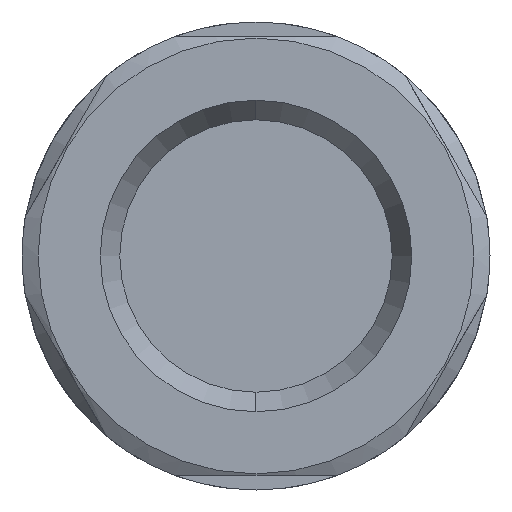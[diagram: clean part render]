
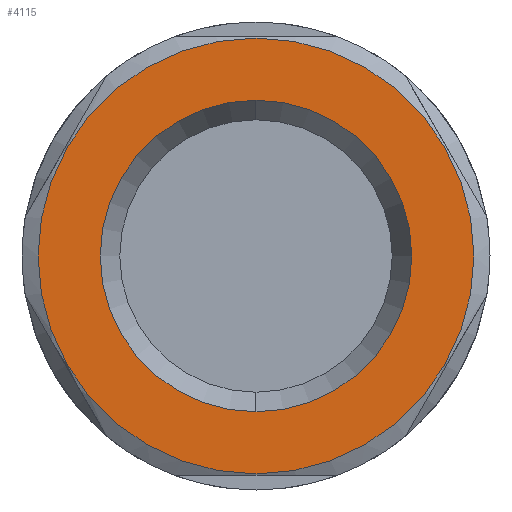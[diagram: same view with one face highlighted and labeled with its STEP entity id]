
A CAD part, left-side view. The second image highlights one B-rep face of the part: STEP entity #4115.
In plain terms, the highlighted planar face has unit normal (-1, 0, 0).
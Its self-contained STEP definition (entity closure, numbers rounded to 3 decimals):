
#182 = CARTESIAN_POINT ( 'NONE',  ( -52.45, 0., 0. ) ) ;
#183 = DIRECTION ( 'NONE',  ( 1., 0., 0. ) ) ;
#184 = DIRECTION ( 'NONE',  ( 0., 0., -1. ) ) ;
#334 = PLANE ( 'NONE',  #4017 ) ;
#335 = CARTESIAN_POINT ( 'NONE',  ( -52.45, 14.9, 0. ) ) ;
#336 = DIRECTION ( 'NONE',  ( -1., 0., 0. ) ) ;
#337 = DIRECTION ( 'NONE',  ( 0., 0., 1. ) ) ;
#550 = ORIENTED_EDGE ( 'NONE', *, *, #3532, .F. ) ;
#612 = ORIENTED_EDGE ( 'NONE', *, *, #3498, .F. ) ;
#630 = ORIENTED_EDGE ( 'NONE', *, *, #3491, .T. ) ;
#637 = ORIENTED_EDGE ( 'NONE', *, *, #3766, .T. ) ;
#662 = CIRCLE ( 'NONE', #3863, 14.9 ) ;
#794 = EDGE_LOOP ( 'NONE', ( #637, #630 ) ) ;
#838 = EDGE_LOOP ( 'NONE', ( #550, #612 ) ) ;
#976 = CIRCLE ( 'NONE', #3844, 10.65 ) ;
#1063 = CIRCLE ( 'NONE', #3849, 14.9 ) ;
#1327 = CIRCLE ( 'NONE', #3984, 10.65 ) ;
#1392 = FACE_BOUND ( 'NONE', #794, .T. ) ;
#1393 = FACE_OUTER_BOUND ( 'NONE', #838, .T. ) ;
#2277 = CARTESIAN_POINT ( 'NONE',  ( -52.45, 0., -10.65 ) ) ;
#2292 = CARTESIAN_POINT ( 'NONE',  ( -52.45, 0., 14.9 ) ) ;
#2296 = CARTESIAN_POINT ( 'NONE',  ( -52.45, 0., 10.65 ) ) ;
#2299 = CARTESIAN_POINT ( 'NONE',  ( -52.45, 0., -14.9 ) ) ;
#2328 = CARTESIAN_POINT ( 'NONE',  ( -52.45, 0., 0. ) ) ;
#2329 = DIRECTION ( 'NONE',  ( 1., 0., 0. ) ) ;
#2330 = DIRECTION ( 'NONE',  ( 0., 0., -1. ) ) ;
#2349 = CARTESIAN_POINT ( 'NONE',  ( -52.45, 0., 0. ) ) ;
#2350 = DIRECTION ( 'NONE',  ( 1., 0., 0. ) ) ;
#2351 = DIRECTION ( 'NONE',  ( 0., 0., -1. ) ) ;
#2493 = CARTESIAN_POINT ( 'NONE',  ( -52.45, 0., 0. ) ) ;
#2494 = DIRECTION ( 'NONE',  ( 1., 0., 0. ) ) ;
#2495 = DIRECTION ( 'NONE',  ( 0., 0., -1. ) ) ;
#3451 = VERTEX_POINT ( 'NONE', #2277 ) ;
#3466 = VERTEX_POINT ( 'NONE', #2292 ) ;
#3470 = VERTEX_POINT ( 'NONE', #2296 ) ;
#3473 = VERTEX_POINT ( 'NONE', #2299 ) ;
#3491 = EDGE_CURVE ( 'NONE', #3451, #3470, #976, .T. ) ;
#3498 = EDGE_CURVE ( 'NONE', #3466, #3473, #1063, .T. ) ;
#3532 = EDGE_CURVE ( 'NONE', #3473, #3466, #662, .T. ) ;
#3766 = EDGE_CURVE ( 'NONE', #3470, #3451, #1327, .T. ) ;
#3844 = AXIS2_PLACEMENT_3D ( 'NONE', #2328, #2329, #2330 ) ;
#3849 = AXIS2_PLACEMENT_3D ( 'NONE', #2349, #2350, #2351 ) ;
#3863 = AXIS2_PLACEMENT_3D ( 'NONE', #2493, #2494, #2495 ) ;
#3984 = AXIS2_PLACEMENT_3D ( 'NONE', #182, #183, #184 ) ;
#4017 = AXIS2_PLACEMENT_3D ( 'NONE', #335, #336, #337 ) ;
#4115 = ADVANCED_FACE ( 'NONE', ( #1392, #1393 ), #334, .T. ) ;
